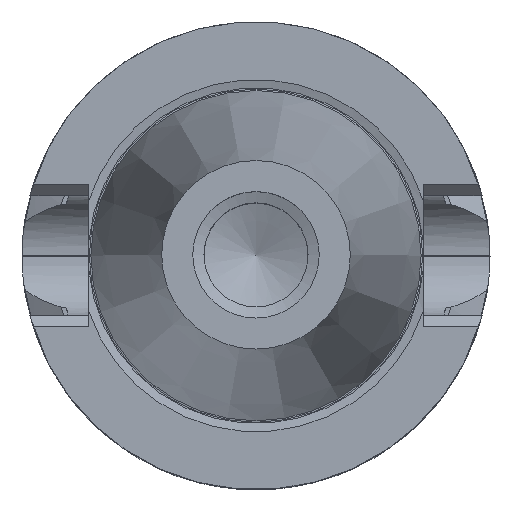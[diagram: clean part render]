
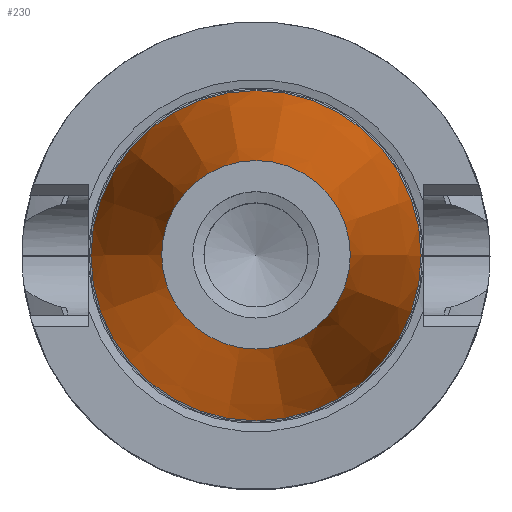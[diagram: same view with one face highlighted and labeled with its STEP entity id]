
A CAD part, top view. The second image highlights one B-rep face of the part: STEP entity #230.
In plain terms, the highlighted conical face has half-angle 8.298 degrees and reference radius 12.687 mm.
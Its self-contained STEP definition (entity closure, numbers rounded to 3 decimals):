
#214=CONICAL_SURFACE('',#929,12.687,8.298);
#230=ADVANCED_FACE('',(#304,#305),#214,.T.);
#304=FACE_BOUND('',#348,.T.);
#305=FACE_BOUND('',#349,.T.);
#348=EDGE_LOOP('',(#424));
#349=EDGE_LOOP('',(#425));
#424=ORIENTED_EDGE('',*,*,#741,.T.);
#425=ORIENTED_EDGE('',*,*,#739,.F.);
#653=VERTEX_POINT('',#1296);
#655=VERTEX_POINT('',#1302);
#739=EDGE_CURVE('',#653,#653,#856,.T.);
#741=EDGE_CURVE('',#655,#655,#858,.T.);
#856=CIRCLE('',#923,22.225);
#858=CIRCLE('',#927,12.687);
#923=AXIS2_PLACEMENT_3D('',#1295,#1038,#1039);
#927=AXIS2_PLACEMENT_3D('',#1301,#1046,#1047);
#929=AXIS2_PLACEMENT_3D('',#1304,#1050,#1051);
#1038=DIRECTION('',(0.,0.,-1.));
#1039=DIRECTION('',(-1.,0.,0.));
#1046=DIRECTION('',(0.,0.,-1.));
#1047=DIRECTION('',(-1.,0.,0.));
#1050=DIRECTION('',(0.,0.,-1.));
#1051=DIRECTION('',(-1.,0.,0.));
#1295=CARTESIAN_POINT('',(0.,0.,0.));
#1296=CARTESIAN_POINT('',(-22.225,0.,0.));
#1301=CARTESIAN_POINT('',(0.,0.,65.4));
#1302=CARTESIAN_POINT('',(-12.687,0.,65.4));
#1304=CARTESIAN_POINT('',(0.,0.,65.4));
